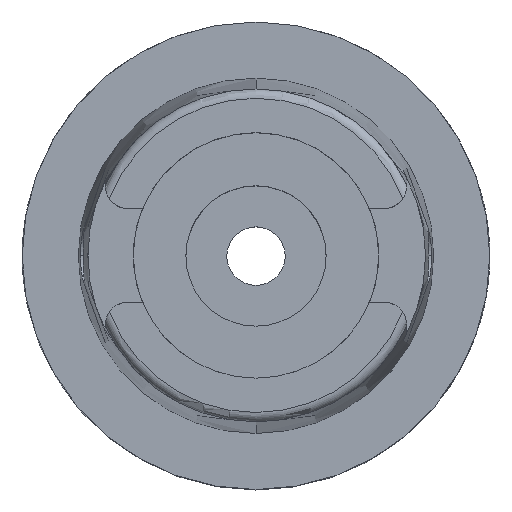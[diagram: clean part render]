
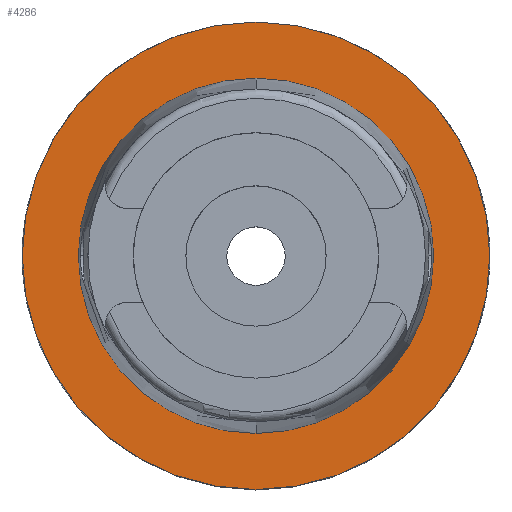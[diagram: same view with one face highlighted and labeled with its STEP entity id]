
A CAD part, top view. The second image highlights one B-rep face of the part: STEP entity #4286.
In plain terms, the highlighted planar face has unit normal (0, 0, 1).
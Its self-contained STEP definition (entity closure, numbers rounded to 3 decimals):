
#2064=CARTESIAN_POINT('',(0.,0.,0.));
#2065=DIRECTION('',(0.,0.,-1.));
#2066=DIRECTION('',(0.,-1.,0.));
#2067=AXIS2_PLACEMENT_3D('',#2064,#2065,#2066);
#2072=CARTESIAN_POINT('',(0.,0.,0.));
#2073=DIRECTION('',(0.,0.,-1.));
#2074=DIRECTION('',(0.,1.,0.));
#2075=AXIS2_PLACEMENT_3D('',#2072,#2073,#2074);
#2080=CARTESIAN_POINT('',(0.,0.,0.));
#2081=DIRECTION('',(0.,0.,1.));
#2082=DIRECTION('',(0.,-1.,0.));
#2083=AXIS2_PLACEMENT_3D('',#2080,#2081,#2082);
#2088=CARTESIAN_POINT('',(0.,0.,0.));
#2089=DIRECTION('',(0.,0.,1.));
#2090=DIRECTION('',(0.,1.,0.));
#2091=AXIS2_PLACEMENT_3D('',#2088,#2089,#2090);
#2509=CARTESIAN_POINT('',(0.,-15.2,0.));
#2510=VERTEX_POINT('',#2509);
#2511=CARTESIAN_POINT('',(0.,15.2,0.));
#2512=VERTEX_POINT('',#2511);
#2785=CARTESIAN_POINT('',(0.,20.,0.));
#2786=VERTEX_POINT('',#2785);
#2787=CARTESIAN_POINT('',(0.,-20.,0.));
#2788=VERTEX_POINT('',#2787);
#4273=CARTESIAN_POINT('',(0.,0.,0.));
#4274=DIRECTION('',(0.,0.,-1.));
#4275=DIRECTION('',(0.,-1.,0.));
#4276=AXIS2_PLACEMENT_3D('',#4273,#4274,#4275);
#4277=PLANE('',#4276);
#4278=ORIENTED_EDGE('',*,*,#4065,.T.);
#4279=ORIENTED_EDGE('',*,*,#4208,.T.);
#4280=EDGE_LOOP('',(#4278,#4279));
#4281=FACE_OUTER_BOUND('',#4280,.F.);
#4282=ORIENTED_EDGE('',*,*,#3017,.T.);
#4283=ORIENTED_EDGE('',*,*,#2986,.T.);
#4284=EDGE_LOOP('',(#4282,#4283));
#4285=FACE_BOUND('',#4284,.F.);
#2068=CIRCLE('',#2067,20.);
#2076=CIRCLE('',#2075,20.);
#2084=CIRCLE('',#2083,15.2);
#2092=CIRCLE('',#2091,15.2);
#2986=EDGE_CURVE('',#2512,#2510,#2092,.T.);
#3017=EDGE_CURVE('',#2510,#2512,#2084,.T.);
#4065=EDGE_CURVE('',#2788,#2786,#2068,.T.);
#4208=EDGE_CURVE('',#2786,#2788,#2076,.T.);
#4286=ADVANCED_FACE('',(#4281,#4285),#4277,.F.);
